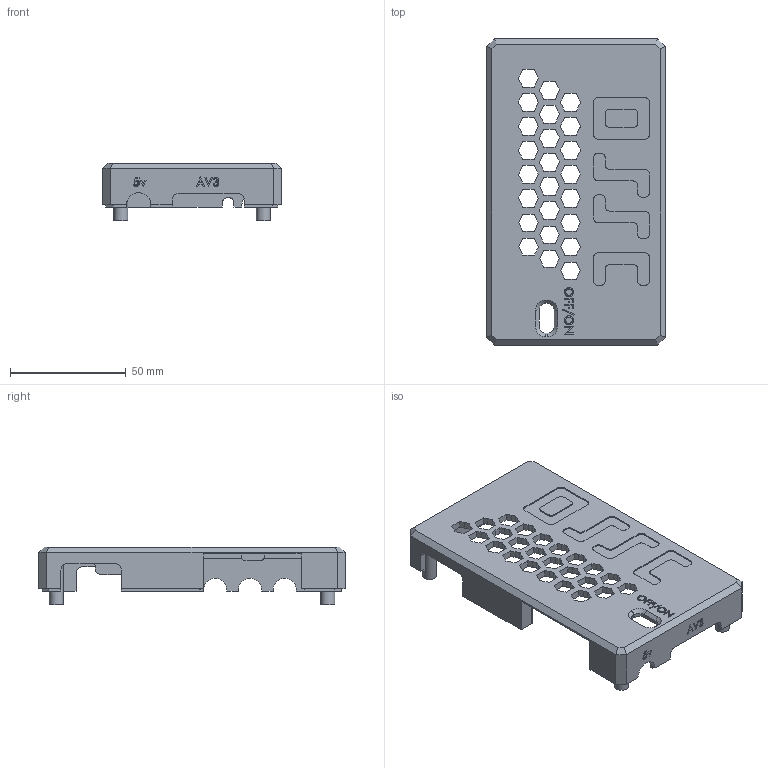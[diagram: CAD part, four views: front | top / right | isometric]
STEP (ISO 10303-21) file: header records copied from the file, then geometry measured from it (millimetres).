
FILE_DESCRIPTION(('FreeCAD Model'),'2;1');
FILE_NAME('Open CASCADE Shape Model','2021-12-01T21:58:19',('Author'),( ''),'Open CASCADE STEP processor 7.5','FreeCAD','Unknown');
FILE_SCHEMA(('AUTOMOTIVE_DESIGN { 1 0 10303 214 1 1 1 1 }'));
Length unit declared in the file: millimetre
Products named in the file (1): Top
Bounding box: 77 x 132 x 25 mm (x, y, z)
Volume: 41800.2 mm3; surface area: 33515.2 mm2
Topology: 1 solids, 1 shells, 919 faces, 2564 edges, 1698 vertices
Faces by surface type: plane 639, bspline 191, cylinder 77, cone 10, torus 2
Full cylindrical faces by diameter (mm): 2.85 x4, 6 x4
Entity records: 30890 total; most frequent: CARTESIAN_POINT 8325, ORIENTED_EDGE 5120, DIRECTION 3812, EDGE_CURVE 2560, LINE 1994, VECTOR 1994, VERTEX_POINT 1698, FACE_BOUND 1024
